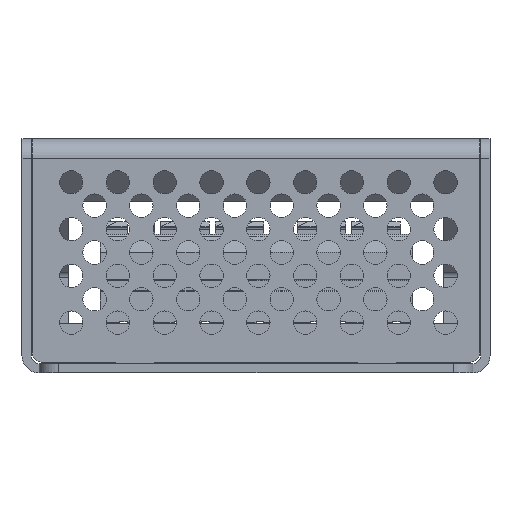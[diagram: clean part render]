
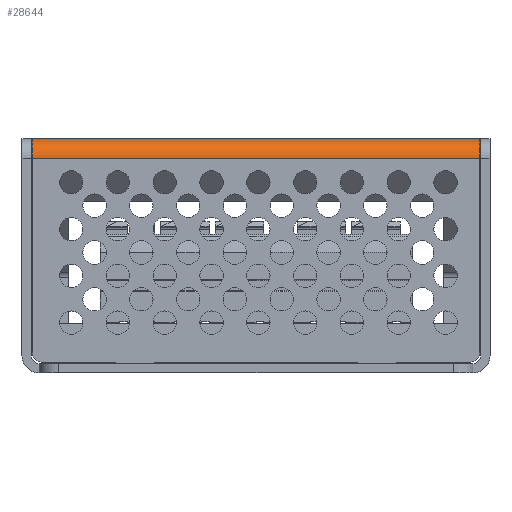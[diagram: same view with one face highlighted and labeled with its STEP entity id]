
A CAD part, left-side view. The second image highlights one B-rep face of the part: STEP entity #28644.
In plain terms, the highlighted cylindrical face has radius 2.5 mm (diameter 5 mm), a partial arc.
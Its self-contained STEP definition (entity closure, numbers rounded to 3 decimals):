
#2273 = DIRECTION ( 'NONE',  ( 0., 1., 0. ) ) ;
#2609 = DIRECTION ( 'NONE',  ( 0., -1., 0. ) ) ;
#6122 = EDGE_CURVE ( 'NONE', #7997, #16700, #25213, .T. ) ;
#6303 = DIRECTION ( 'NONE',  ( 0., 1., 0. ) ) ;
#7373 = VERTEX_POINT ( 'NONE', #44279 ) ;
#7885 = ORIENTED_EDGE ( 'NONE', *, *, #41743, .F. ) ;
#7997 = VERTEX_POINT ( 'NONE', #26437 ) ;
#10959 = CARTESIAN_POINT ( 'NONE',  ( -39.5, 28.7, 16.515 ) ) ;
#13313 = DIRECTION ( 'NONE',  ( 0., 0., 1. ) ) ;
#16328 = DIRECTION ( 'NONE',  ( 0., -1., 0. ) ) ;
#16700 = VERTEX_POINT ( 'NONE', #25872 ) ;
#17684 = DIRECTION ( 'NONE',  ( 0., -1., 0. ) ) ;
#17998 = CARTESIAN_POINT ( 'NONE',  ( -39.5, -28.7, 14.015 ) ) ;
#25043 = ORIENTED_EDGE ( 'NONE', *, *, #44726, .F. ) ;
#25213 = CIRCLE ( 'NONE', #61824, 2.5 ) ;
#25872 = CARTESIAN_POINT ( 'NONE',  ( -39.5, -28.7, 16.515 ) ) ;
#26437 = CARTESIAN_POINT ( 'NONE',  ( -42., -28.7, 14.015 ) ) ;
#28644 = ADVANCED_FACE ( 'NONE', ( #68146 ), #69197, .T. ) ;
#30435 = VECTOR ( 'NONE', #16328, 1000. ) ;
#31269 = CARTESIAN_POINT ( 'NONE',  ( -42., 28.7, 14.015 ) ) ;
#34238 = AXIS2_PLACEMENT_3D ( 'NONE', #57698, #2609, #13313 ) ;
#39549 = DIRECTION ( 'NONE',  ( 0., 0., 1. ) ) ;
#41743 = EDGE_CURVE ( 'NONE', #7997, #65603, #49535, .T. ) ;
#43976 = EDGE_CURVE ( 'NONE', #7373, #65603, #56570, .T. ) ;
#44279 = CARTESIAN_POINT ( 'NONE',  ( -39.5, 28.7, 16.515 ) ) ;
#44726 = EDGE_CURVE ( 'NONE', #7373, #16700, #58993, .T. ) ;
#44866 = CARTESIAN_POINT ( 'NONE',  ( -39.5, 28.7, 14.015 ) ) ;
#47164 = ORIENTED_EDGE ( 'NONE', *, *, #6122, .T. ) ;
#47225 = ORIENTED_EDGE ( 'NONE', *, *, #43976, .T. ) ;
#47359 = AXIS2_PLACEMENT_3D ( 'NONE', #44866, #17684, #39549 ) ;
#49376 = EDGE_LOOP ( 'NONE', ( #25043, #47225, #7885, #47164 ) ) ;
#49535 = LINE ( 'NONE', #54564, #68871 ) ;
#54564 = CARTESIAN_POINT ( 'NONE',  ( -42., -28.7, 14.015 ) ) ;
#56570 = CIRCLE ( 'NONE', #47359, 2.5 ) ;
#57698 = CARTESIAN_POINT ( 'NONE',  ( -39.5, 108.216, 14.015 ) ) ;
#58993 = LINE ( 'NONE', #10959, #30435 ) ;
#61824 = AXIS2_PLACEMENT_3D ( 'NONE', #17998, #2273, #62044 ) ;
#62044 = DIRECTION ( 'NONE',  ( -1., 0., 0. ) ) ;
#65603 = VERTEX_POINT ( 'NONE', #31269 ) ;
#68146 = FACE_OUTER_BOUND ( 'NONE', #49376, .T. ) ;
#68871 = VECTOR ( 'NONE', #6303, 1000. ) ;
#69197 = CYLINDRICAL_SURFACE ( 'NONE', #34238, 2.5 ) ;
